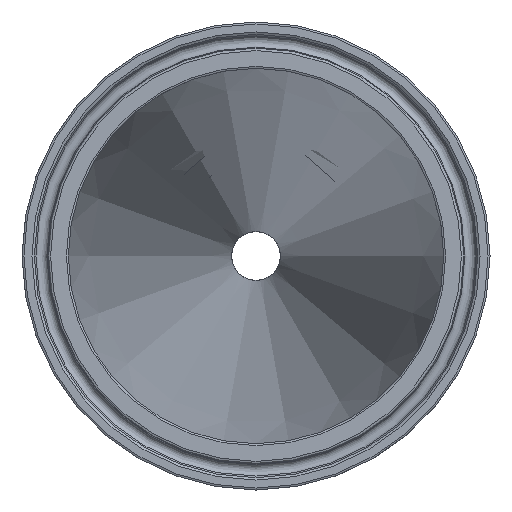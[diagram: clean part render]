
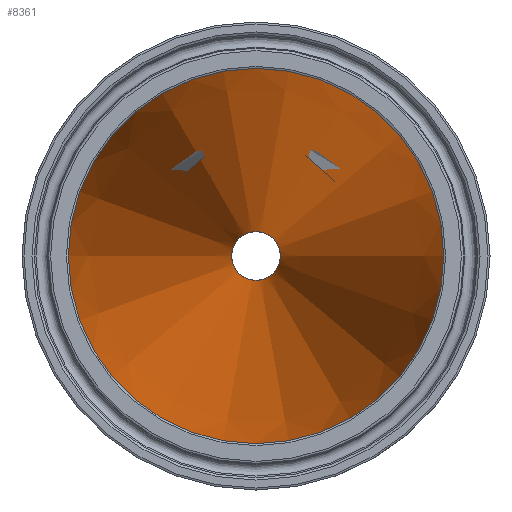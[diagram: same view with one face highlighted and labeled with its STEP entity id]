
A CAD part, left-side view. The second image highlights one B-rep face of the part: STEP entity #8361.
In plain terms, the highlighted conical face has half-angle 7.125 degrees and reference radius 11.049 mm.
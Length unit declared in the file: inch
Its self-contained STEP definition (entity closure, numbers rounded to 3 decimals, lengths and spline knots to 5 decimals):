
#167=FACE_BOUND('',#1577,.T.);
#1032=FACE_OUTER_BOUND('',#1576,.T.);
#1576=EDGE_LOOP('',(#7779));
#1577=EDGE_LOOP('',(#7780));
#2888=CIRCLE('',#8857,1.435);
#2889=CIRCLE('',#8859,0.185);
#4129=VERTEX_POINT('',#18180);
#4130=VERTEX_POINT('',#18183);
#5348=EDGE_CURVE('',#4129,#4129,#2888,.T.);
#5349=EDGE_CURVE('',#4130,#4130,#2889,.T.);
#7779=ORIENTED_EDGE('',*,*,#5348,.F.);
#7780=ORIENTED_EDGE('',*,*,#5349,.F.);
#7832=CONICAL_SURFACE('',#8858,0.435,7.125);
#8361=ADVANCED_FACE('',(#1032,#167),#7832,.F.);
#8857=AXIS2_PLACEMENT_3D('',#18181,#10402,#10403);
#8858=AXIS2_PLACEMENT_3D('',#18182,#10404,#10405);
#8859=AXIS2_PLACEMENT_3D('',#18184,#10406,#10407);
#10402=DIRECTION('center_axis',(1.,0.,0.));
#10403=DIRECTION('ref_axis',(0.,-1.,0.));
#10404=DIRECTION('center_axis',(-1.,0.,0.));
#10405=DIRECTION('ref_axis',(0.,0.,
-1.));
#10406=DIRECTION('center_axis',(-1.,0.,0.));
#10407=DIRECTION('ref_axis',(0.,0.,
-1.));
#18180=CARTESIAN_POINT('',(0.,-1.435,0.));
#18181=CARTESIAN_POINT('Origin',(0.,0.,0.));
#18182=CARTESIAN_POINT('Origin',(8.,0.,0.));
#18183=CARTESIAN_POINT('',(10.,0.,0.185));
#18184=CARTESIAN_POINT('Origin',(10.,0.,0.));
